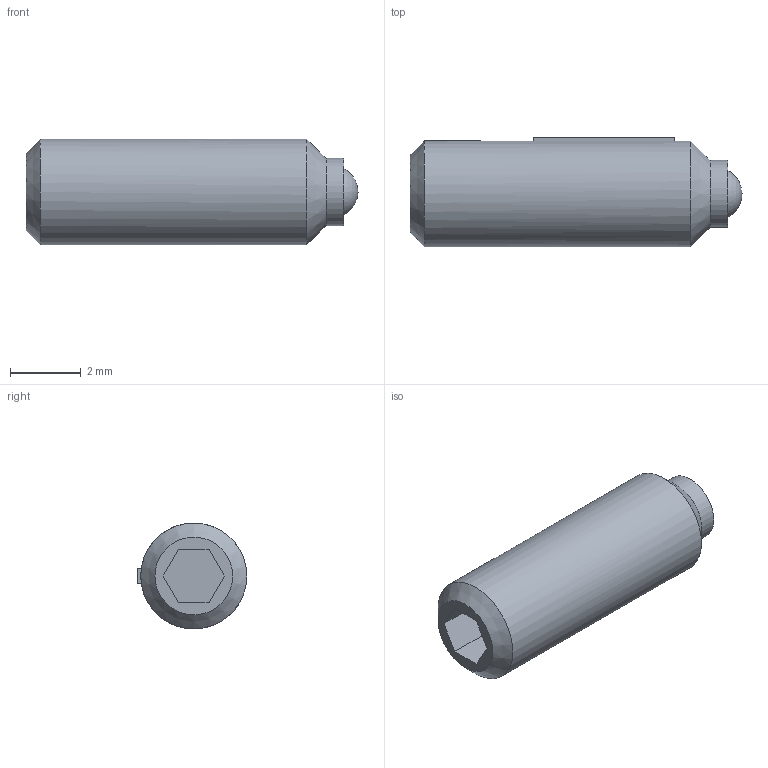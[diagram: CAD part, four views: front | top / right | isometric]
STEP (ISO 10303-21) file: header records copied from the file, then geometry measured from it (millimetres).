
FILE_DESCRIPTION( ( 'STEP AP214' ), '1' );
FILE_NAME( 'K0326.203_0.stp', '2020-12-03T08:49:11', ( '' ), ( '' ), ' ', 'PARTsolutions', ' ' );
FILE_SCHEMA( ( 'AUTOMOTIVE_DESIGN { 1 0 10303 214 1 1 1 1 }' ) );
Length unit declared in the file: millimetre
Products named in the file (1): _K0326.203_0
Bounding box: 9.4 x 3.1 x 3 mm (x, y, z)
Volume: 48 mm3; surface area: 134.6 mm2
Topology: 1 solids, 2 shells, 30 faces, 72 edges, 46 vertices
Faces by surface type: plane 21, cylinder 5, cone 2, sphere 2
Full cylindrical faces by diameter (mm): 1.48 x2, 1.9 x1, 3 x1
Entity records: 1031 total; most frequent: CARTESIAN_POINT 143, DIRECTION 127, ORIENTED_EDGE 116, EDGE_CURVE 58, LINE 43, VECTOR 43, AXIS2_PLACEMENT_3D 42, VERTEX_POINT 42
